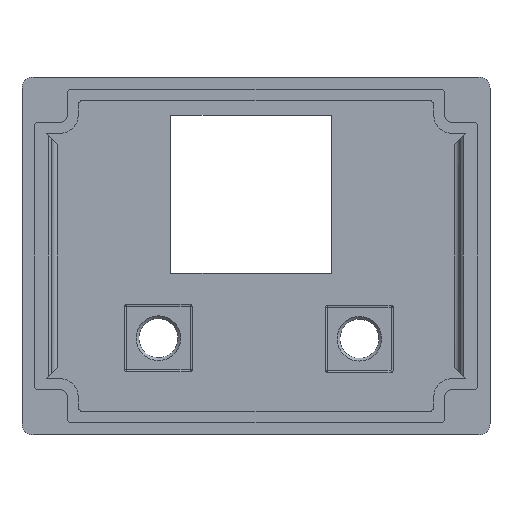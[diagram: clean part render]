
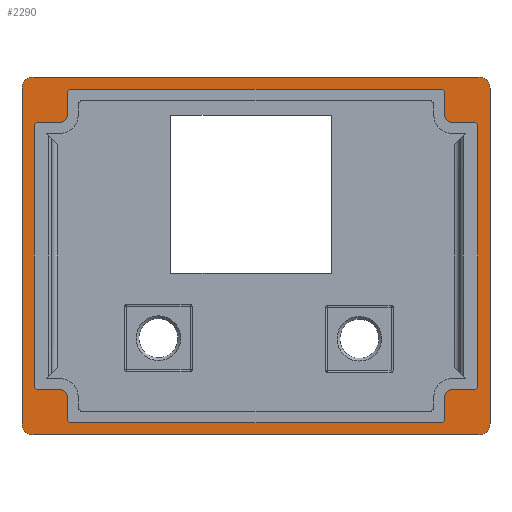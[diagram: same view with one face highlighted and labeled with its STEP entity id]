
A CAD part, front view. The second image highlights one B-rep face of the part: STEP entity #2290.
In plain terms, the highlighted planar face has unit normal (0, -1, 0).
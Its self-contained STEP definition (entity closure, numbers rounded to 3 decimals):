
#53=FACE_BOUND('',#369,.T.);
#106=PLANE('',#2516);
#228=FACE_OUTER_BOUND('',#368,.T.);
#368=EDGE_LOOP('',(#1947,#1948,#1949,#1950,#1951,#1952,#1953,#1954));
#369=EDGE_LOOP('',(#1955,#1956,#1957,#1958,#1959,#1960,#1961,#1962,#1963,
#1964,#1965,#1966,#1967,#1968,#1969,#1970,#1971,#1972,#1973,#1974,#1975,
#1976,#1977,#1978));
#410=LINE('',#3361,#632);
#413=LINE('',#3369,#635);
#538=LINE('',#3750,#760);
#571=LINE('',#3826,#793);
#572=LINE('',#3829,#794);
#573=LINE('',#3834,#795);
#574=LINE('',#3838,#796);
#575=LINE('',#3842,#797);
#576=LINE('',#3846,#798);
#577=LINE('',#3850,#799);
#578=LINE('',#3854,#800);
#579=LINE('',#3858,#801);
#580=LINE('',#3863,#802);
#581=LINE('',#3867,#803);
#582=LINE('',#3871,#804);
#583=LINE('',#3874,#805);
#632=VECTOR('',#2630,10.);
#635=VECTOR('',#2639,10.);
#760=VECTOR('',#3030,10.);
#793=VECTOR('',#3115,10.);
#794=VECTOR('',#3118,10.);
#795=VECTOR('',#3121,10.);
#796=VECTOR('',#3124,10.);
#797=VECTOR('',#3127,10.);
#798=VECTOR('',#3130,10.);
#799=VECTOR('',#3133,10.);
#800=VECTOR('',#3136,10.);
#801=VECTOR('',#3139,10.);
#802=VECTOR('',#3144,10.);
#803=VECTOR('',#3147,10.);
#804=VECTOR('',#3150,10.);
#805=VECTOR('',#3153,10.);
#859=CIRCLE('',#2354,2.);
#860=CIRCLE('',#2357,2.);
#915=CIRCLE('',#2517,2.);
#916=CIRCLE('',#2518,2.);
#917=CIRCLE('',#2519,1.2);
#918=CIRCLE('',#2520,0.8);
#919=CIRCLE('',#2521,0.8);
#920=CIRCLE('',#2522,1.2);
#921=CIRCLE('',#2523,0.8);
#922=CIRCLE('',#2524,0.8);
#923=CIRCLE('',#2525,1.2);
#924=CIRCLE('',#2526,0.8);
#925=CIRCLE('',#2527,0.8);
#926=CIRCLE('',#2528,1.2);
#927=CIRCLE('',#2529,0.8);
#928=CIRCLE('',#2530,0.8);
#957=VERTEX_POINT('',#3353);
#958=VERTEX_POINT('',#3355);
#959=VERTEX_POINT('',#3359);
#960=VERTEX_POINT('',#3363);
#961=VERTEX_POINT('',#3367);
#1083=VERTEX_POINT('',#3747);
#1084=VERTEX_POINT('',#3749);
#1100=VERTEX_POINT('',#3823);
#1101=VERTEX_POINT('',#3825);
#1102=VERTEX_POINT('',#3827);
#1103=VERTEX_POINT('',#3830);
#1104=VERTEX_POINT('',#3831);
#1105=VERTEX_POINT('',#3833);
#1106=VERTEX_POINT('',#3835);
#1107=VERTEX_POINT('',#3837);
#1108=VERTEX_POINT('',#3839);
#1109=VERTEX_POINT('',#3841);
#1110=VERTEX_POINT('',#3843);
#1111=VERTEX_POINT('',#3845);
#1112=VERTEX_POINT('',#3847);
#1113=VERTEX_POINT('',#3849);
#1114=VERTEX_POINT('',#3851);
#1115=VERTEX_POINT('',#3853);
#1116=VERTEX_POINT('',#3855);
#1117=VERTEX_POINT('',#3857);
#1118=VERTEX_POINT('',#3860);
#1119=VERTEX_POINT('',#3862);
#1120=VERTEX_POINT('',#3864);
#1121=VERTEX_POINT('',#3866);
#1122=VERTEX_POINT('',#3868);
#1123=VERTEX_POINT('',#3870);
#1124=VERTEX_POINT('',#3872);
#1172=EDGE_CURVE('',#957,#958,#859,.T.);
#1175=EDGE_CURVE('',#957,#959,#410,.T.);
#1177=EDGE_CURVE('',#960,#959,#860,.T.);
#1179=EDGE_CURVE('',#960,#961,#413,.T.);
#1366=EDGE_CURVE('',#1084,#1083,#538,.T.);
#1403=EDGE_CURVE('',#1100,#961,#915,.T.);
#1404=EDGE_CURVE('',#1100,#1101,#571,.T.);
#1405=EDGE_CURVE('',#1102,#1101,#916,.T.);
#1406=EDGE_CURVE('',#1102,#958,#572,.T.);
#1407=EDGE_CURVE('',#1103,#1104,#917,.T.);
#1408=EDGE_CURVE('',#1105,#1104,#573,.T.);
#1409=EDGE_CURVE('',#1106,#1105,#918,.T.);
#1410=EDGE_CURVE('',#1107,#1106,#574,.T.);
#1411=EDGE_CURVE('',#1108,#1107,#919,.T.);
#1412=EDGE_CURVE('',#1109,#1108,#575,.T.);
#1413=EDGE_CURVE('',#1109,#1110,#920,.T.);
#1414=EDGE_CURVE('',#1111,#1110,#576,.T.);
#1415=EDGE_CURVE('',#1112,#1111,#921,.T.);
#1416=EDGE_CURVE('',#1113,#1112,#577,.T.);
#1417=EDGE_CURVE('',#1114,#1113,#922,.T.);
#1418=EDGE_CURVE('',#1115,#1114,#578,.T.);
#1419=EDGE_CURVE('',#1115,#1116,#923,.T.);
#1420=EDGE_CURVE('',#1117,#1116,#579,.T.);
#1421=EDGE_CURVE('',#1084,#1117,#924,.T.);
#1422=EDGE_CURVE('',#1118,#1083,#925,.T.);
#1423=EDGE_CURVE('',#1119,#1118,#580,.T.);
#1424=EDGE_CURVE('',#1119,#1120,#926,.T.);
#1425=EDGE_CURVE('',#1121,#1120,#581,.T.);
#1426=EDGE_CURVE('',#1122,#1121,#927,.T.);
#1427=EDGE_CURVE('',#1122,#1123,#582,.T.);
#1428=EDGE_CURVE('',#1124,#1123,#928,.T.);
#1429=EDGE_CURVE('',#1103,#1124,#583,.T.);
#1947=ORIENTED_EDGE('',*,*,#1172,.F.);
#1948=ORIENTED_EDGE('',*,*,#1175,.T.);
#1949=ORIENTED_EDGE('',*,*,#1177,.F.);
#1950=ORIENTED_EDGE('',*,*,#1179,.T.);
#1951=ORIENTED_EDGE('',*,*,#1403,.F.);
#1952=ORIENTED_EDGE('',*,*,#1404,.T.);
#1953=ORIENTED_EDGE('',*,*,#1405,.F.);
#1954=ORIENTED_EDGE('',*,*,#1406,.T.);
#1955=ORIENTED_EDGE('',*,*,#1407,.T.);
#1956=ORIENTED_EDGE('',*,*,#1408,.F.);
#1957=ORIENTED_EDGE('',*,*,#1409,.F.);
#1958=ORIENTED_EDGE('',*,*,#1410,.F.);
#1959=ORIENTED_EDGE('',*,*,#1411,.F.);
#1960=ORIENTED_EDGE('',*,*,#1412,.F.);
#1961=ORIENTED_EDGE('',*,*,#1413,.T.);
#1962=ORIENTED_EDGE('',*,*,#1414,.F.);
#1963=ORIENTED_EDGE('',*,*,#1415,.F.);
#1964=ORIENTED_EDGE('',*,*,#1416,.F.);
#1965=ORIENTED_EDGE('',*,*,#1417,.F.);
#1966=ORIENTED_EDGE('',*,*,#1418,.F.);
#1967=ORIENTED_EDGE('',*,*,#1419,.T.);
#1968=ORIENTED_EDGE('',*,*,#1420,.F.);
#1969=ORIENTED_EDGE('',*,*,#1421,.F.);
#1970=ORIENTED_EDGE('',*,*,#1366,.T.);
#1971=ORIENTED_EDGE('',*,*,#1422,.F.);
#1972=ORIENTED_EDGE('',*,*,#1423,.F.);
#1973=ORIENTED_EDGE('',*,*,#1424,.T.);
#1974=ORIENTED_EDGE('',*,*,#1425,.F.);
#1975=ORIENTED_EDGE('',*,*,#1426,.F.);
#1976=ORIENTED_EDGE('',*,*,#1427,.T.);
#1977=ORIENTED_EDGE('',*,*,#1428,.F.);
#1978=ORIENTED_EDGE('',*,*,#1429,.F.);
#2290=ADVANCED_FACE('',(#228,#53),#106,.F.);
#2354=AXIS2_PLACEMENT_3D('',#3356,#2624,#2625);
#2357=AXIS2_PLACEMENT_3D('',#3365,#2634,#2635);
#2516=AXIS2_PLACEMENT_3D('',#3822,#3111,#3112);
#2517=AXIS2_PLACEMENT_3D('',#3824,#3113,#3114);
#2518=AXIS2_PLACEMENT_3D('',#3828,#3116,#3117);
#2519=AXIS2_PLACEMENT_3D('',#3832,#3119,#3120);
#2520=AXIS2_PLACEMENT_3D('',#3836,#3122,#3123);
#2521=AXIS2_PLACEMENT_3D('',#3840,#3125,#3126);
#2522=AXIS2_PLACEMENT_3D('',#3844,#3128,#3129);
#2523=AXIS2_PLACEMENT_3D('',#3848,#3131,#3132);
#2524=AXIS2_PLACEMENT_3D('',#3852,#3134,#3135);
#2525=AXIS2_PLACEMENT_3D('',#3856,#3137,#3138);
#2526=AXIS2_PLACEMENT_3D('',#3859,#3140,#3141);
#2527=AXIS2_PLACEMENT_3D('',#3861,#3142,#3143);
#2528=AXIS2_PLACEMENT_3D('',#3865,#3145,#3146);
#2529=AXIS2_PLACEMENT_3D('',#3869,#3148,#3149);
#2530=AXIS2_PLACEMENT_3D('',#3873,#3151,#3152);
#2624=DIRECTION('center_axis',(0.,1.,0.));
#2625=DIRECTION('ref_axis',(0.,0.,1.));
#2630=DIRECTION('',(-1.,0.,0.));
#2634=DIRECTION('center_axis',(0.,1.,0.));
#2635=DIRECTION('ref_axis',(-1.,0.,0.));
#2639=DIRECTION('',(0.,0.,-1.));
#3030=DIRECTION('',(0.,0.,-1.));
#3111=DIRECTION('center_axis',(0.,1.,0.));
#3112=DIRECTION('ref_axis',(-1.,0.,0.));
#3113=DIRECTION('center_axis',(0.,1.,0.));
#3114=DIRECTION('ref_axis',(0.,0.,-1.));
#3115=DIRECTION('',(1.,0.,0.));
#3116=DIRECTION('center_axis',(0.,1.,0.));
#3117=DIRECTION('ref_axis',(1.,0.,0.));
#3118=DIRECTION('',(0.,0.,1.));
#3119=DIRECTION('center_axis',(0.,-1.,0.));
#3120=DIRECTION('ref_axis',(1.,0.,0.));
#3121=DIRECTION('',(1.,0.,0.));
#3122=DIRECTION('center_axis',(0.,-1.,0.));
#3123=DIRECTION('ref_axis',(-1.,0.,0.));
#3124=DIRECTION('',(0.,0.,-1.));
#3125=DIRECTION('center_axis',(0.,-1.,0.));
#3126=DIRECTION('ref_axis',(0.,0.,1.));
#3127=DIRECTION('',(-1.,0.,0.));
#3128=DIRECTION('center_axis',(0.,-1.,0.));
#3129=DIRECTION('ref_axis',(0.,0.,-1.));
#3130=DIRECTION('',(0.,0.,-1.));
#3131=DIRECTION('center_axis',(0.,-1.,0.));
#3132=DIRECTION('ref_axis',(0.,0.,1.));
#3133=DIRECTION('',(-1.,0.,0.));
#3134=DIRECTION('center_axis',(0.,-1.,0.));
#3135=DIRECTION('ref_axis',(1.,0.,0.));
#3136=DIRECTION('',(0.,0.,1.));
#3137=DIRECTION('center_axis',(0.,-1.,0.));
#3138=DIRECTION('ref_axis',(-1.,0.,0.));
#3139=DIRECTION('',(-1.,0.,0.));
#3140=DIRECTION('center_axis',(0.,-1.,0.));
#3141=DIRECTION('ref_axis',(1.,0.,0.));
#3142=DIRECTION('center_axis',(0.,-1.,0.));
#3143=DIRECTION('ref_axis',(0.,0.,-1.));
#3144=DIRECTION('',(1.,0.,0.));
#3145=DIRECTION('center_axis',(0.,-1.,0.));
#3146=DIRECTION('ref_axis',(0.,0.,1.));
#3147=DIRECTION('',(0.,0.,1.));
#3148=DIRECTION('center_axis',(0.,-1.,0.));
#3149=DIRECTION('ref_axis',(0.,0.,-1.));
#3150=DIRECTION('',(-1.,0.,0.));
#3151=DIRECTION('center_axis',(0.,-1.,0.));
#3152=DIRECTION('ref_axis',(-1.,0.,0.));
#3153=DIRECTION('',(0.,0.,-1.));
#3353=CARTESIAN_POINT('',(-2.,40.,0.));
#3355=CARTESIAN_POINT('',(0.,40.,-2.));
#3356=CARTESIAN_POINT('Origin',(-2.,40.,-2.));
#3359=CARTESIAN_POINT('',(-83.,40.,0.));
#3361=CARTESIAN_POINT('',(0.,40.,0.));
#3363=CARTESIAN_POINT('',(-85.,40.,-2.));
#3365=CARTESIAN_POINT('Origin',(-83.,40.,-2.));
#3367=CARTESIAN_POINT('',(-85.,40.,-63.));
#3369=CARTESIAN_POINT('',(-85.,40.,0.));
#3747=CARTESIAN_POINT('',(-2.2,40.,-56.));
#3749=CARTESIAN_POINT('',(-2.2,40.,-9.));
#3750=CARTESIAN_POINT('',(-2.2,40.,-9.));
#3822=CARTESIAN_POINT('Origin',(-42.5,40.,-32.5));
#3823=CARTESIAN_POINT('',(-83.,40.,-65.));
#3824=CARTESIAN_POINT('Origin',(-83.,40.,-63.));
#3825=CARTESIAN_POINT('',(-2.,40.,-65.));
#3826=CARTESIAN_POINT('',(-85.,40.,-65.));
#3827=CARTESIAN_POINT('',(0.,40.,-63.));
#3828=CARTESIAN_POINT('Origin',(-2.,40.,-63.));
#3829=CARTESIAN_POINT('',(0.,40.,-65.));
#3830=CARTESIAN_POINT('',(-76.8,40.,-58.));
#3831=CARTESIAN_POINT('',(-78.,40.,-56.8));
#3832=CARTESIAN_POINT('Origin',(-78.,40.,-58.));
#3833=CARTESIAN_POINT('',(-82.,40.,-56.8));
#3834=CARTESIAN_POINT('',(-82.,40.,-56.8));
#3835=CARTESIAN_POINT('',(-82.8,40.,-56.));
#3836=CARTESIAN_POINT('Origin',(-82.,40.,-56.));
#3837=CARTESIAN_POINT('',(-82.8,40.,-9.));
#3838=CARTESIAN_POINT('',(-82.8,40.,-9.));
#3839=CARTESIAN_POINT('',(-82.,40.,-8.2));
#3840=CARTESIAN_POINT('Origin',(-82.,40.,-9.));
#3841=CARTESIAN_POINT('',(-78.,40.,-8.2));
#3842=CARTESIAN_POINT('',(-78.,40.,-8.2));
#3843=CARTESIAN_POINT('',(-76.8,40.,-7.));
#3844=CARTESIAN_POINT('Origin',(-78.,40.,-7.));
#3845=CARTESIAN_POINT('',(-76.8,40.,-3.));
#3846=CARTESIAN_POINT('',(-76.8,40.,-3.));
#3847=CARTESIAN_POINT('',(-76.,40.,-2.2));
#3848=CARTESIAN_POINT('Origin',(-76.,40.,-3.));
#3849=CARTESIAN_POINT('',(-9.,40.,-2.2));
#3850=CARTESIAN_POINT('',(-9.,40.,-2.2));
#3851=CARTESIAN_POINT('',(-8.2,40.,-3.));
#3852=CARTESIAN_POINT('Origin',(-9.,40.,-3.));
#3853=CARTESIAN_POINT('',(-8.2,40.,-7.));
#3854=CARTESIAN_POINT('',(-8.2,40.,-7.));
#3855=CARTESIAN_POINT('',(-7.,40.,-8.2));
#3856=CARTESIAN_POINT('Origin',(-7.,40.,-7.));
#3857=CARTESIAN_POINT('',(-3.,40.,-8.2));
#3858=CARTESIAN_POINT('',(-3.,40.,-8.2));
#3859=CARTESIAN_POINT('Origin',(-3.,40.,-9.));
#3860=CARTESIAN_POINT('',(-3.,40.,-56.8));
#3861=CARTESIAN_POINT('Origin',(-3.,40.,-56.));
#3862=CARTESIAN_POINT('',(-7.,40.,-56.8));
#3863=CARTESIAN_POINT('',(-7.,40.,-56.8));
#3864=CARTESIAN_POINT('',(-8.2,40.,-58.));
#3865=CARTESIAN_POINT('Origin',(-7.,40.,-58.));
#3866=CARTESIAN_POINT('',(-8.2,40.,-62.));
#3867=CARTESIAN_POINT('',(-8.2,40.,-62.));
#3868=CARTESIAN_POINT('',(-9.,40.,-62.8));
#3869=CARTESIAN_POINT('Origin',(-9.,40.,-62.));
#3870=CARTESIAN_POINT('',(-76.,40.,-62.8));
#3871=CARTESIAN_POINT('',(-9.,40.,-62.8));
#3872=CARTESIAN_POINT('',(-76.8,40.,-62.));
#3873=CARTESIAN_POINT('Origin',(-76.,40.,-62.));
#3874=CARTESIAN_POINT('',(-76.8,40.,-58.));
